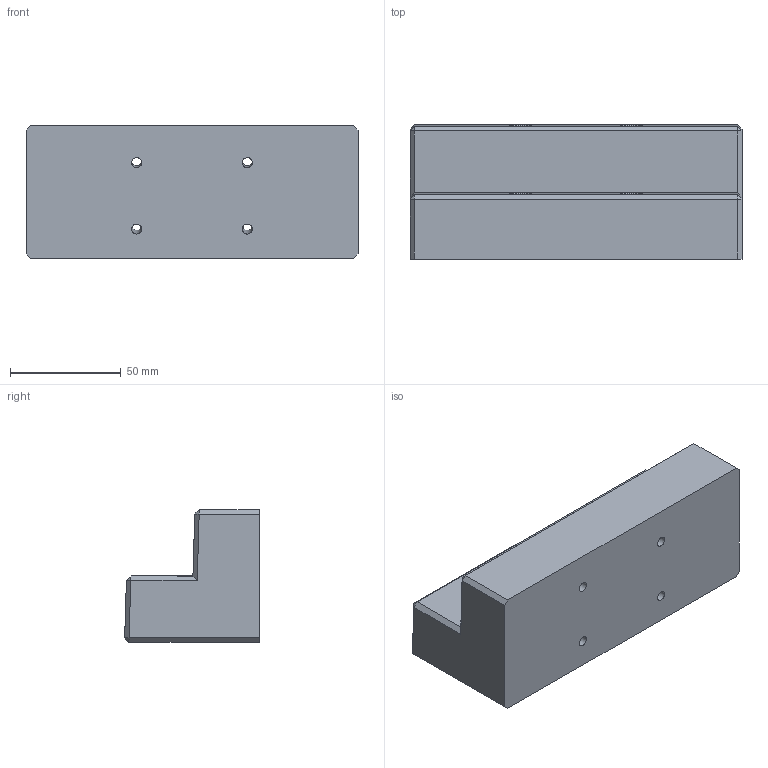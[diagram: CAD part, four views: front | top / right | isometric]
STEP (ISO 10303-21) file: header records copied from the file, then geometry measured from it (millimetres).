
FILE_DESCRIPTION(('STEP AP242'), '1');
FILE_NAME('Emphasis', '', ('UNSPECIFIED'), ('UNSPECIFIED'), 'C3D Converter', 'C3D Toolkit', '');
FILE_SCHEMA(('AP242_MANAGED_MODEL_BASED_3D_ENGINEERING_MIM_LF { 1 0 10303 442 1 1 4 }'));
Length unit declared in the file: millimetre
Bounding box: 150 x 60.84 x 60 mm (x, y, z)
Volume: 400394.2 mm3; surface area: 42825.5 mm2
Topology: 1 solids, 1 shells, 35 faces, 75 edges, 42 vertices
Faces by surface type: plane 27, cylinder 4, cone 4
Full cylindrical faces by diameter (mm): 4.5 x4
Entity records: 1213 total; most frequent: CARTESIAN_POINT 169, DIRECTION 143, ORIENTED_EDGE 134, EDGE_CURVE 67, LINE 55, VECTOR 55, EDGE_LOOP 51, AXIS2_PLACEMENT_3D 44
